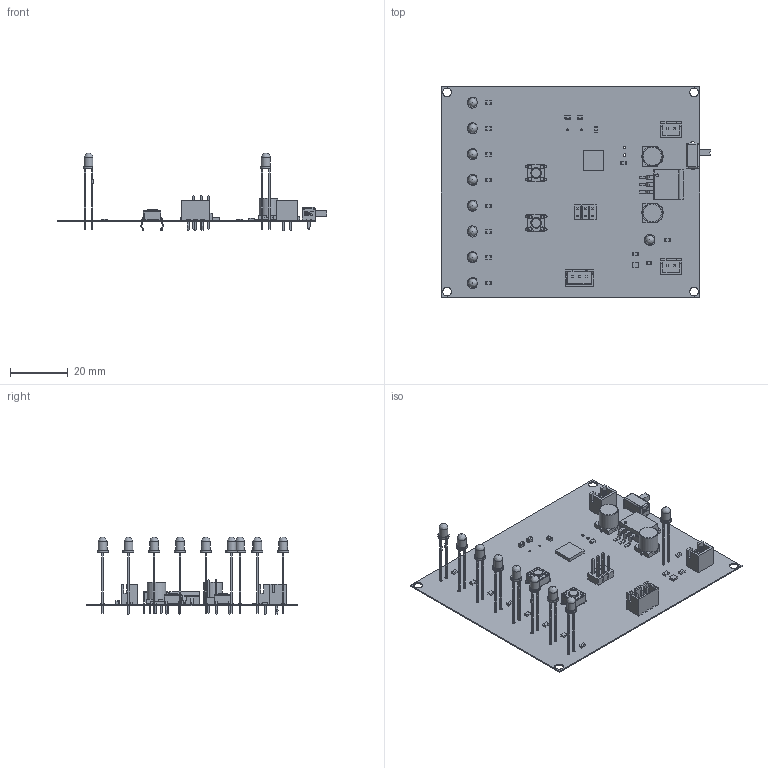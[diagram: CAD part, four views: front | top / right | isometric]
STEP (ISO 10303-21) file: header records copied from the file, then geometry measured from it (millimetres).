
FILE_DESCRIPTION(('Open CASCADE Model'),'2;1');
FILE_NAME('Open CASCADE Shape Model','2022-06-21T21:36:53',('Author'),( 'Open CASCADE'),'Open CASCADE STEP processor 6.8','Open CASCADE 6.8' ,'Unknown');
FILE_SCHEMA(('AUTOMOTIVE_DESIGN { 1 0 10303 214 1 1 1 1 }'));
Length unit declared in the file: millimetre
Products named in the file (97): PCB; Board; Open CASCADE STEP translator 6.8 2.1.1; S1; 6405541488; knob; cover; inside; pins; C1; 6405543808; Base; Pin1Fillet; Pin2Fillet; Fillet; C2; C3; 6521400000; Fillet1; Fillet2; body2; C4; 6526495504; C5; 6324597920; IC1; 6405544928; BODY-TO; HTSINK-TO263; LEAD-TO263; IC2; Push_Tactile_Button_SPST-NO_6x6mm_L=5mm_Omron_B3F-1020; IC3; J2; User_Library-JST_B2B-XH-A; J1; 7161517504; J4; 6405546048; Body ...
Assembly tree (119 placements, depth 5):
  PCB
    Board
      Open CASCADE STEP translator 6.8 2.1.1
    S1
      6405541488
        knob
        cover
        inside
        pins
    C1
      6405543808
        Base
        Pin1Fillet
        Pin2Fillet
        Fillet
    C2
      6405543808
        Base
        Pin1Fillet
        Pin2Fillet
        Fillet
    C3
      6521400000
        Fillet1
        Fillet2
        body2
    C4
      6526495504
        Fillet1
        Fillet2
        body2
    C5
      6324597920
        Fillet1
        Fillet2
        body2
    IC1
      6405544928
        BODY-TO
        HTSINK-TO263
        LEAD-TO263  x3
    IC2
      Push_Tactile_Button_SPST-NO_6x6mm_L=5mm_Omron_B3F-1020
    IC3
      Push_Tactile_Button_SPST-NO_6x6mm_L=5mm_Omron_B3F-1020
    J2
      User_Library-JST_B2B-XH-A
    J1
      7161517504
    J4
      6405546048
        Body
        LeadsArray
    LED1
      LED_3mm_Red_21mm_Leads
        LEDBody
        Lead1Body
        Lead2Body
    LED2
      LED_3mm_Red_21mm_Leads
Bounding box: 93.22 x 73 x 26.89 mm (x, y, z)
Volume: 5171.5 mm3; surface area: 18739.2 mm2
Topology: 125 solids, 125 shells, 2950 faces, 6823 edges, 4110 vertices
Faces by surface type: plane 1631, cylinder 834, torus 213, sphere 190, bspline 71, revolution 9, cone 2
Full cylindrical faces by diameter (mm): 0.6 x2, 0.8 x3, 0.9 x5, 0.91 x18, 0.95 x8, 1 x16, 1.05 x4, 1.1 x6, 1.3 x2, 1.5 x2, 3 x4, 3.04 x9, 3.6 x2, 6.5 x2
Entity records: 53010 total; most frequent: CARTESIAN_POINT 8514, DIRECTION 8168, ORIENTED_EDGE 7460, EDGE_CURVE 3730, AXIS2_PLACEMENT_3D 2811, LINE 2545, VECTOR 2545, VERTEX_POINT 2269
